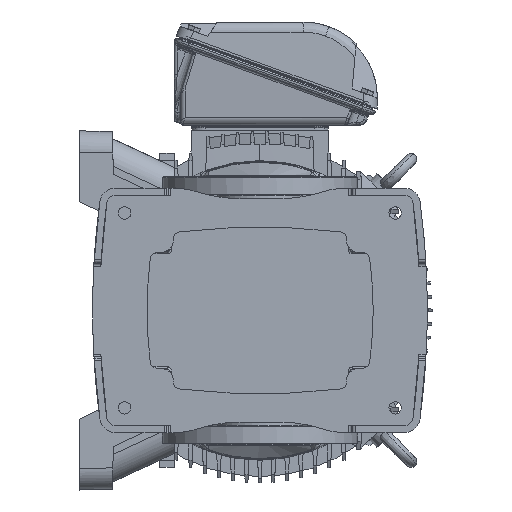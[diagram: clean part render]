
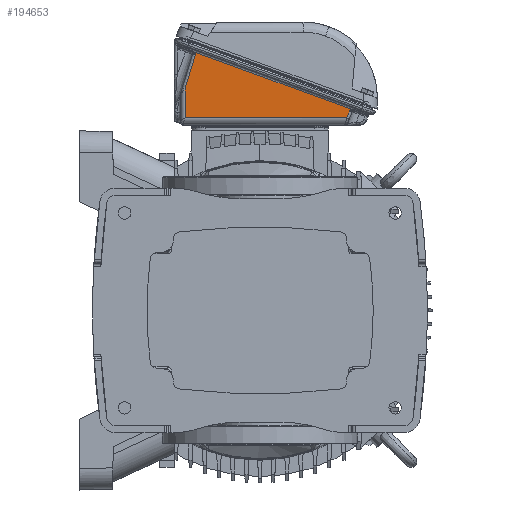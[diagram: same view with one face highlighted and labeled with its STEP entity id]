
A CAD part, front view. The second image highlights one B-rep face of the part: STEP entity #194653.
In plain terms, the highlighted face is planar.
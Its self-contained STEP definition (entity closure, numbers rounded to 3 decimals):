
#1544 = CARTESIAN_POINT ( 'NONE',  ( -12.799, -3.995, 4.946 ) ) ;
#11165 = CARTESIAN_POINT ( 'NONE',  ( -11.134, 5.039, 4.999 ) ) ;
#11318 = VECTOR ( 'NONE', #112979, 39.37 ) ;
#12011 = DIRECTION ( 'NONE',  ( 0.033, -0.012, 0.999 ) ) ;
#14987 = DIRECTION ( 'NONE',  ( -0.342, -0.94, 0. ) ) ;
#16438 = VECTOR ( 'NONE', #82025, 39.37 ) ;
#20182 = VERTEX_POINT ( 'NONE', #178755 ) ;
#25497 = EDGE_CURVE ( 'NONE', #158927, #150102, #117516, .T. ) ;
#30661 = VERTEX_POINT ( 'NONE', #152257 ) ;
#39030 = CARTESIAN_POINT ( 'NONE',  ( -10.694, 5.811, 4.994 ) ) ;
#39578 = ORIENTED_EDGE ( 'NONE', *, *, #55408, .T. ) ;
#40362 = B_SPLINE_CURVE_WITH_KNOTS ( 'NONE', 3,
 ( #191328, #193299, #175426, #137528, #107692, #181329, #45107, #168335 ),
 .UNSPECIFIED., .F., .F.,
 ( 4, 2, 2, 4 ),
 ( 0.004, 0.006, 0.007, 0.008 ),
 .UNSPECIFIED. ) ;
#45107 = CARTESIAN_POINT ( 'NONE',  ( -14.193, -3.576, 4.997 ) ) ;
#48371 = ORIENTED_EDGE ( 'NONE', *, *, #188545, .T. ) ;
#51252 = CARTESIAN_POINT ( 'NONE',  ( -11.156, 5.008, 4.999 ) ) ;
#55408 = EDGE_CURVE ( 'NONE', #117659, #62231, #40362, .T. ) ;
#60284 = CARTESIAN_POINT ( 'NONE',  ( -14.181, -3.572, 4.996 ) ) ;
#60858 = CARTESIAN_POINT ( 'NONE',  ( -11.104, 5.004, 4.998 ) ) ;
#62231 = VERTEX_POINT ( 'NONE', #60284 ) ;
#71707 = CARTESIAN_POINT ( 'NONE',  ( -15.197, -4.394, 5.02 ) ) ;
#71841 = CARTESIAN_POINT ( 'NONE',  ( -11.147, 5.058, 5. ) ) ;
#72008 = B_SPLINE_CURVE_WITH_KNOTS ( 'NONE', 3,
 ( #119520, #104619, #60858, #121488, #11165, #71841, #171124, #95533 ),
 .UNSPECIFIED., .F., .F.,
 ( 4, 2, 2, 4 ),
 ( 0., 0.002, 0.003, 0.004 ),
 .UNSPECIFIED. ) ;
#73322 = VECTOR ( 'NONE', #132265, 39.37 ) ;
#74203 = LINE ( 'NONE', #1544, #100039 ) ;
#80141 = VECTOR ( 'NONE', #99681, 39.37 ) ;
#82025 = DIRECTION ( 'NONE',  ( -0.92, 0.39, 0.035 ) ) ;
#85275 = EDGE_CURVE ( 'NONE', #130102, #117659, #136965, .T. ) ;
#89117 = DIRECTION ( 'NONE',  ( 0.956, -0.292, -0.035 ) ) ;
#90067 = ORIENTED_EDGE ( 'NONE', *, *, #128325, .T. ) ;
#95533 = CARTESIAN_POINT ( 'NONE',  ( -11.159, 5.078, 5. ) ) ;
#99681 = DIRECTION ( 'NONE',  ( 0., 1., 0.012 ) ) ;
#100039 = VECTOR ( 'NONE', #89117, 39.37 ) ;
#104619 = CARTESIAN_POINT ( 'NONE',  ( -11.087, 4.988, 4.997 ) ) ;
#107692 = CARTESIAN_POINT ( 'NONE',  ( -14.232, -3.586, 4.998 ) ) ;
#110055 = ORIENTED_EDGE ( 'NONE', *, *, #85275, .T. ) ;
#111874 = LINE ( 'NONE', #51252, #16438 ) ;
#112979 = DIRECTION ( 'NONE',  ( -0.342, -0.94, 0. ) ) ;
#114013 = EDGE_CURVE ( 'NONE', #62231, #20182, #74203, .T. ) ;
#117516 = LINE ( 'NONE', #39030, #80141 ) ;
#117659 = VERTEX_POINT ( 'NONE', #173456 ) ;
#119398 = PLANE ( 'NONE',  #132220 ) ;
#119520 = CARTESIAN_POINT ( 'NONE',  ( -11.071, 4.972, 4.996 ) ) ;
#121488 = CARTESIAN_POINT ( 'NONE',  ( -11.127, 5.03, 4.999 ) ) ;
#128325 = EDGE_CURVE ( 'NONE', #20182, #158927, #128330, .T. ) ;
#128330 = LINE ( 'NONE', #130300, #73322 ) ;
#130102 = VERTEX_POINT ( 'NONE', #171434 ) ;
#130300 = CARTESIAN_POINT ( 'NONE',  ( -15.197, -4.153, 5.023 ) ) ;
#132220 = AXIS2_PLACEMENT_3D ( 'NONE', #71707, #12011, #14987 ) ;
#132265 = DIRECTION ( 'NONE',  ( 0.999, 0., -0.033 ) ) ;
#134320 = FACE_OUTER_BOUND ( 'NONE', #156960, .T. ) ;
#136965 = LINE ( 'NONE', #173649, #11318 ) ;
#137528 = CARTESIAN_POINT ( 'NONE',  ( -14.244, -3.59, 4.998 ) ) ;
#141390 = CARTESIAN_POINT ( 'NONE',  ( -10.694, -4.153, 4.875 ) ) ;
#150102 = VERTEX_POINT ( 'NONE', #155166 ) ;
#152257 = CARTESIAN_POINT ( 'NONE',  ( -11.071, 4.972, 4.996 ) ) ;
#155166 = CARTESIAN_POINT ( 'NONE',  ( -10.694, 4.813, 4.982 ) ) ;
#156960 = EDGE_LOOP ( 'NONE', ( #110055, #39578, #172034, #90067, #191745, #167033, #48371 ) ) ;
#158927 = VERTEX_POINT ( 'NONE', #141390 ) ;
#167033 = ORIENTED_EDGE ( 'NONE', *, *, #184331, .T. ) ;
#168335 = CARTESIAN_POINT ( 'NONE',  ( -14.181, -3.572, 4.996 ) ) ;
#171124 = CARTESIAN_POINT ( 'NONE',  ( -11.154, 5.068, 5. ) ) ;
#171434 = CARTESIAN_POINT ( 'NONE',  ( -11.159, 5.078, 5. ) ) ;
#172034 = ORIENTED_EDGE ( 'NONE', *, *, #114013, .T. ) ;
#173456 = CARTESIAN_POINT ( 'NONE',  ( -14.328, -3.629, 5. ) ) ;
#173649 = CARTESIAN_POINT ( 'NONE',  ( -14.502, -4.106, 5. ) ) ;
#175426 = CARTESIAN_POINT ( 'NONE',  ( -14.282, -3.603, 4.999 ) ) ;
#178755 = CARTESIAN_POINT ( 'NONE',  ( -12.283, -4.153, 4.927 ) ) ;
#181329 = CARTESIAN_POINT ( 'NONE',  ( -14.206, -3.579, 4.997 ) ) ;
#184331 = EDGE_CURVE ( 'NONE', #150102, #30661, #111874, .T. ) ;
#188545 = EDGE_CURVE ( 'NONE', #30661, #130102, #72008, .T. ) ;
#191328 = CARTESIAN_POINT ( 'NONE',  ( -14.328, -3.629, 5. ) ) ;
#191745 = ORIENTED_EDGE ( 'NONE', *, *, #25497, .T. ) ;
#193299 = CARTESIAN_POINT ( 'NONE',  ( -14.306, -3.614, 5. ) ) ;
#194653 = ADVANCED_FACE ( 'NONE', ( #134320 ), #119398, .T. ) ;
